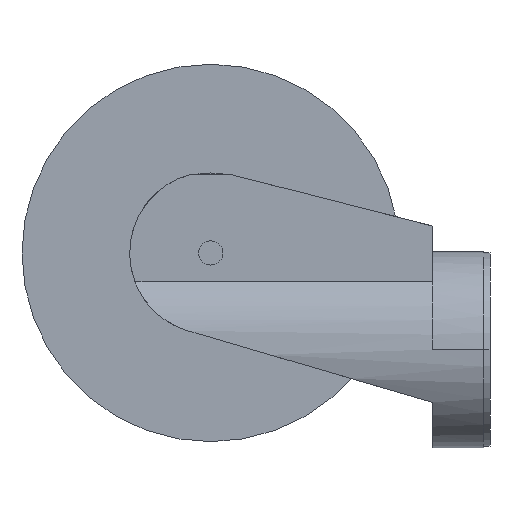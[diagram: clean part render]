
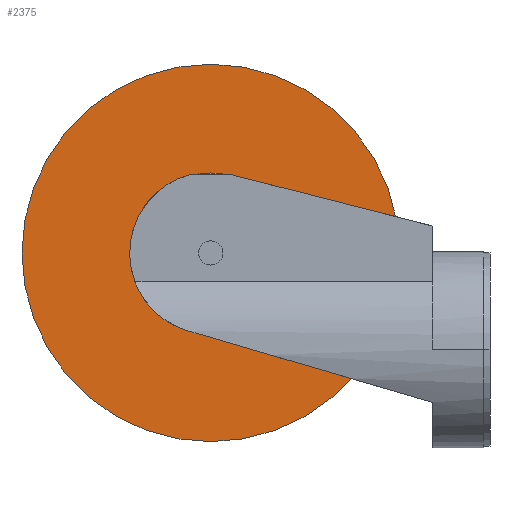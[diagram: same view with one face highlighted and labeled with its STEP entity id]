
A CAD part, left-side view. The second image highlights one B-rep face of the part: STEP entity #2375.
In plain terms, the highlighted planar face has unit normal (-1, 0, 0).
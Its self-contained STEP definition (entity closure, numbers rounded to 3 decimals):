
#1986=CARTESIAN_POINT('',(-18.5,0.,0.));
#1987=DIRECTION('',(-1.,0.,0.));
#1988=DIRECTION('',(0.,0.,-1.));
#1989=AXIS2_PLACEMENT_3D('',#1986,#1987,#1988);
#1994=CARTESIAN_POINT('',(-18.5,0.,0.));
#1995=DIRECTION('',(1.,0.,0.));
#1996=DIRECTION('',(0.,0.,-1.));
#1997=AXIS2_PLACEMENT_3D('',#1994,#1995,#1996);
#2002=CARTESIAN_POINT('',(-18.5,0.,0.));
#2003=DIRECTION('',(1.,0.,0.));
#2004=DIRECTION('',(0.,0.,-1.));
#2005=AXIS2_PLACEMENT_3D('',#2002,#2003,#2004);
#2024=CARTESIAN_POINT('',(-18.5,0.,0.));
#2025=DIRECTION('',(-1.,0.,0.));
#2026=DIRECTION('',(0.,0.,-1.));
#2027=AXIS2_PLACEMENT_3D('',#2024,#2025,#2026);
#2179=CARTESIAN_POINT('',(-18.5,0.,-62.5));
#2181=VERTEX_POINT('',#2179);
#2182=CARTESIAN_POINT('',(-18.5,0.,-26.5));
#2184=VERTEX_POINT('',#2182);
#2199=CARTESIAN_POINT('',(-18.5,0.,62.5));
#2201=VERTEX_POINT('',#2199);
#2202=CARTESIAN_POINT('',(-18.5,0.,26.5));
#2204=VERTEX_POINT('',#2202);
#2360=CARTESIAN_POINT('',(-18.5,0.,0.));
#2361=DIRECTION('',(1.,0.,0.));
#2362=DIRECTION('',(0.,0.,1.));
#2363=AXIS2_PLACEMENT_3D('',#2360,#2361,#2362);
#2364=PLANE('',#2363);
#2365=ORIENTED_EDGE('',*,*,#2353,.F.);
#2366=ORIENTED_EDGE('',*,*,#2342,.T.);
#2367=EDGE_LOOP('',(#2365,#2366));
#2368=FACE_OUTER_BOUND('',#2367,.F.);
#2370=ORIENTED_EDGE('',*,*,#2369,.F.);
#2372=ORIENTED_EDGE('',*,*,#2371,.T.);
#2373=EDGE_LOOP('',(#2370,#2372));
#2374=FACE_BOUND('',#2373,.F.);
#1990=CIRCLE('',#1989,62.5);
#1998=CIRCLE('',#1997,62.5);
#2006=CIRCLE('',#2005,26.5);
#2028=CIRCLE('',#2027,26.5);
#2342=EDGE_CURVE('',#2181,#2201,#1998,.T.);
#2353=EDGE_CURVE('',#2181,#2201,#1990,.T.);
#2369=EDGE_CURVE('',#2184,#2204,#2006,.T.);
#2371=EDGE_CURVE('',#2184,#2204,#2028,.T.);
#2375=ADVANCED_FACE('',(#2368,#2374),#2364,.F.);
